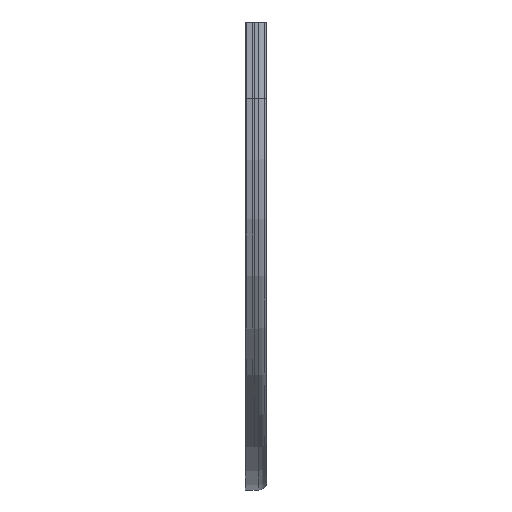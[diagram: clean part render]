
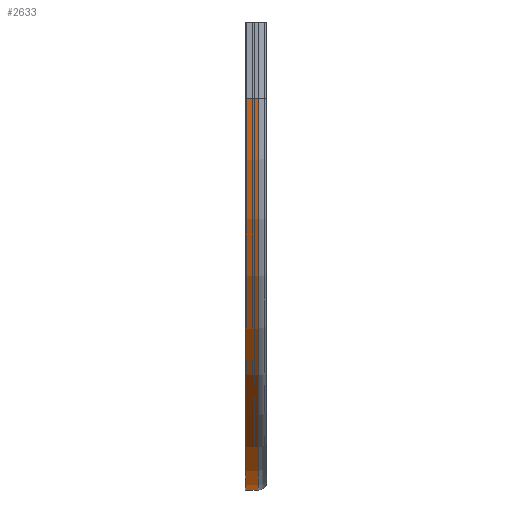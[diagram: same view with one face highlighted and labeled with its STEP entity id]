
A CAD part, left-side view. The second image highlights one B-rep face of the part: STEP entity #2633.
In plain terms, the highlighted cylindrical face has radius 770.5 mm (diameter 1541 mm), a partial arc.
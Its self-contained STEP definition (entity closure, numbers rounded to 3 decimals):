
#70 = DIRECTION ( 'NONE',  ( 0., 1., 0. ) ) ;
#102 = CIRCLE ( 'NONE', #2541, 770.5 ) ;
#104 = ORIENTED_EDGE ( 'NONE', *, *, #1748, .F. ) ;
#151 = VERTEX_POINT ( 'NONE', #4378 ) ;
#502 = EDGE_LOOP ( 'NONE', ( #1517, #5062, #3809, #104 ) ) ;
#543 = CARTESIAN_POINT ( 'NONE',  ( -20.5, 21., 0. ) ) ;
#549 = VERTEX_POINT ( 'NONE', #1457 ) ;
#858 = CYLINDRICAL_SURFACE ( 'NONE', #1907, 770.5 ) ;
#1285 = VECTOR ( 'NONE', #1538, 1000. ) ;
#1457 = CARTESIAN_POINT ( 'NONE',  ( -20.5, -4.978, 0. ) ) ;
#1517 = ORIENTED_EDGE ( 'NONE', *, *, #4845, .F. ) ;
#1538 = DIRECTION ( 'NONE',  ( 0., 1., 0. ) ) ;
#1597 = CIRCLE ( 'NONE', #3186, 770.5 ) ;
#1702 = DIRECTION ( 'NONE',  ( 0., -1., 0. ) ) ;
#1748 = EDGE_CURVE ( 'NONE', #2696, #549, #2976, .T. ) ;
#1907 = AXIS2_PLACEMENT_3D ( 'NONE', #3482, #4637, #3094 ) ;
#2507 = CARTESIAN_POINT ( 'NONE',  ( 750., -4.978, 0. ) ) ;
#2541 = AXIS2_PLACEMENT_3D ( 'NONE', #2507, #4000, #4786 ) ;
#2633 = ADVANCED_FACE ( 'NONE', ( #2890 ), #858, .T. ) ;
#2696 = VERTEX_POINT ( 'NONE', #3530 ) ;
#2890 = FACE_OUTER_BOUND ( 'NONE', #502, .T. ) ;
#2912 = EDGE_CURVE ( 'NONE', #4468, #549, #102, .T. ) ;
#2976 = LINE ( 'NONE', #543, #3653 ) ;
#3094 = DIRECTION ( 'NONE',  ( 0., 0., 1. ) ) ;
#3186 = AXIS2_PLACEMENT_3D ( 'NONE', #3658, #70, #4005 ) ;
#3482 = CARTESIAN_POINT ( 'NONE',  ( 750., 0., 0. ) ) ;
#3488 = EDGE_CURVE ( 'NONE', #4468, #151, #4368, .T. ) ;
#3530 = CARTESIAN_POINT ( 'NONE',  ( -20.5, 20., 0. ) ) ;
#3653 = VECTOR ( 'NONE', #1702, 1000. ) ;
#3658 = CARTESIAN_POINT ( 'NONE',  ( 750., 20., 0. ) ) ;
#3755 = CARTESIAN_POINT ( 'NONE',  ( 750., -4.978, -770.5 ) ) ;
#3809 = ORIENTED_EDGE ( 'NONE', *, *, #2912, .T. ) ;
#4000 = DIRECTION ( 'NONE',  ( 0., 1., 0. ) ) ;
#4005 = DIRECTION ( 'NONE',  ( 0., 0., 1. ) ) ;
#4368 = LINE ( 'NONE', #4683, #1285 ) ;
#4378 = CARTESIAN_POINT ( 'NONE',  ( 750., 20., -770.5 ) ) ;
#4468 = VERTEX_POINT ( 'NONE', #3755 ) ;
#4637 = DIRECTION ( 'NONE',  ( 0., 1., 0. ) ) ;
#4683 = CARTESIAN_POINT ( 'NONE',  ( 750., -4.978, -770.5 ) ) ;
#4786 = DIRECTION ( 'NONE',  ( 0., 0., 1. ) ) ;
#4845 = EDGE_CURVE ( 'NONE', #151, #2696, #1597, .T. ) ;
#5062 = ORIENTED_EDGE ( 'NONE', *, *, #3488, .F. ) ;
